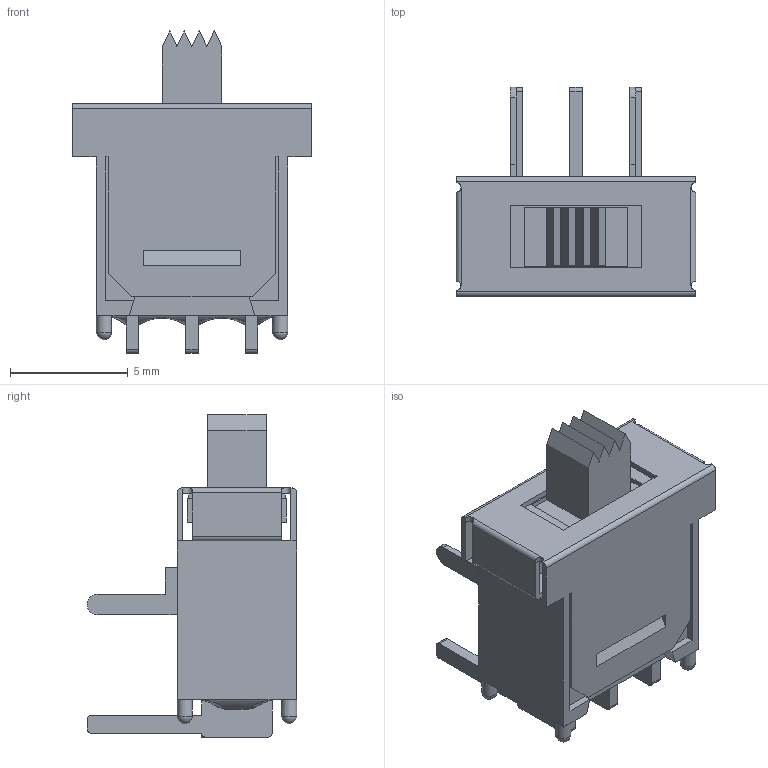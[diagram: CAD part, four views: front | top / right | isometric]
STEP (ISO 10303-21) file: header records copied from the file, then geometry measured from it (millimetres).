
FILE_DESCRIPTION((' '),'2;1');
FILE_NAME('500ASSPxM6xE.stp','2017-07-19T16:05:14',(' '),(' '),' ','ACIS',' ');
FILE_SCHEMA(('CONFIG_CONTROL_DESIGN'));
Length unit declared in the file: inch
Products named in the file (1): 500ASSPxM6xE.stp
Bounding box: 10.16 x 8.89 x 13.68 mm (x, y, z)
Volume: 224.6 mm3; surface area: 946.1 mm2
Topology: 1 solids, 1 shells, 226 faces, 658 edges, 422 vertices
Faces by surface type: plane 177, cylinder 37, bspline 8, sphere 4
Full cylindrical faces by diameter (mm): 0.65 x4
Entity records: 8626 total; most frequent: CARTESIAN_POINT 2642, ORIENTED_EDGE 1288, DIRECTION 1120, EDGE_CURVE 644, VECTOR 534, LINE 534, VERTEX_POINT 416, AXIS2_PLACEMENT_3D 293
